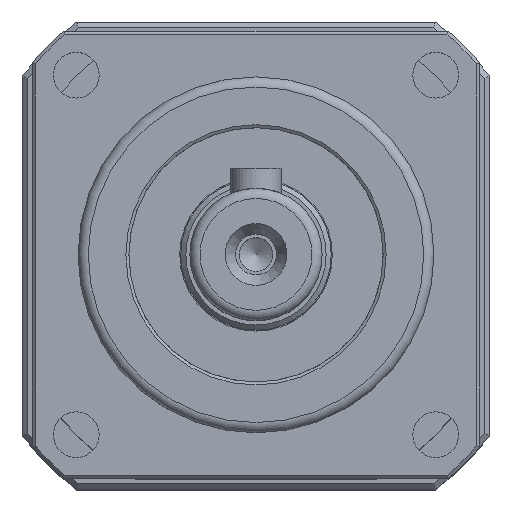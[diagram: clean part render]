
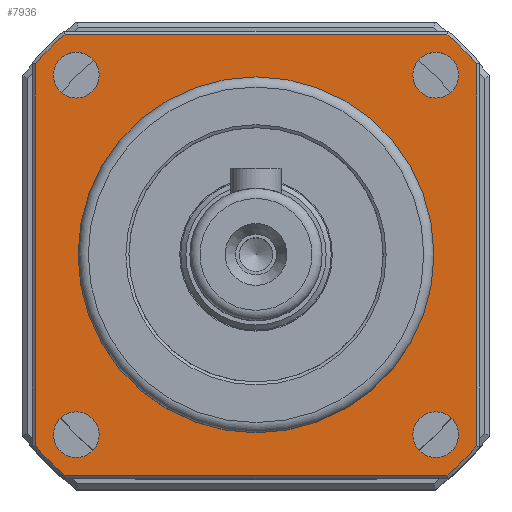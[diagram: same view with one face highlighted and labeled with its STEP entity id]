
A CAD part, top view. The second image highlights one B-rep face of the part: STEP entity #7936.
In plain terms, the highlighted planar face has unit normal (0, 0, 1).
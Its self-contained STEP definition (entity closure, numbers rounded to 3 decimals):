
#6430=CARTESIAN_POINT('',(-15.428,17.678,0.0));
#6431=VERTEX_POINT('',#6430);
#6432=CARTESIAN_POINT('',(-17.678,17.678,0.0));
#6433=DIRECTION('',(0.0,0.0,1.0));
#6434=DIRECTION('',(1.0,0.0,0.0));
#6435=AXIS2_PLACEMENT_3D('',#6432,#6433,#6434);
#6436=CIRCLE('',#6435,2.25);
#6437=EDGE_CURVE('',#6431,#6431,#6436,.T.);
#6458=CARTESIAN_POINT('',(-15.428,-17.678,0.0));
#6459=VERTEX_POINT('',#6458);
#6460=CARTESIAN_POINT('',(-17.678,-17.678,0.0));
#6461=DIRECTION('',(0.0,0.0,1.0));
#6462=DIRECTION('',(1.0,0.0,0.0));
#6463=AXIS2_PLACEMENT_3D('',#6460,#6461,#6462);
#6464=CIRCLE('',#6463,2.25);
#6465=EDGE_CURVE('',#6459,#6459,#6464,.T.);
#6486=CARTESIAN_POINT('',(19.928,-17.678,0.0));
#6487=VERTEX_POINT('',#6486);
#6488=CARTESIAN_POINT('',(17.678,-17.678,0.0));
#6489=DIRECTION('',(0.0,0.0,1.0));
#6490=DIRECTION('',(1.0,0.0,0.0));
#6491=AXIS2_PLACEMENT_3D('',#6488,#6489,#6490);
#6492=CIRCLE('',#6491,2.25);
#6493=EDGE_CURVE('',#6487,#6487,#6492,.T.);
#6514=CARTESIAN_POINT('',(19.928,17.678,0.0));
#6515=VERTEX_POINT('',#6514);
#6516=CARTESIAN_POINT('',(17.678,17.678,0.0));
#6517=DIRECTION('',(0.0,0.0,1.0));
#6518=DIRECTION('',(1.0,0.0,0.0));
#6519=AXIS2_PLACEMENT_3D('',#6516,#6517,#6518);
#6520=CIRCLE('',#6519,2.25);
#6521=EDGE_CURVE('',#6515,#6515,#6520,.T.);
#6534=CARTESIAN_POINT('',(-17.5,0.0,0.0));
#6535=VERTEX_POINT('',#6534);
#6536=CARTESIAN_POINT('',(0.0,0.0,0.0));
#6537=DIRECTION('',(0.0,0.0,1.0));
#6538=DIRECTION('',(1.0,0.0,0.0));
#6539=AXIS2_PLACEMENT_3D('',#6536,#6537,#6538);
#6540=CIRCLE('',#6539,17.5);
#6541=EDGE_CURVE('',#6535,#6535,#6540,.T.);
#7846=CARTESIAN_POINT('',(22.0,-22.,0.0));
#7847=DIRECTION('',(0.0,0.0,1.0));
#7848=DIRECTION('',(1.0,0.0,0.0));
#7849=AXIS2_PLACEMENT_3D('',#7846,#7847,#7848);
#7850=PLANE('',#7849);
#7851=CARTESIAN_POINT('',(-18.783,-21.7,0.0));
#7852=VERTEX_POINT('',#7851);
#7853=CARTESIAN_POINT('',(18.783,-21.7,0.0));
#7854=VERTEX_POINT('',#7853);
#7855=CARTESIAN_POINT('',(-18.783,-21.7,0.0));
#7856=DIRECTION('',(1.0,0.0,0.0));
#7857=VECTOR('',#7856,37.566);
#7858=LINE('',#7855,#7857);
#7859=EDGE_CURVE('',#7852,#7854,#7858,.T.);
#7860=ORIENTED_EDGE('',*,*,#7859,.T.);
#7861=CARTESIAN_POINT('',(21.7,-18.783,0.0));
#7862=VERTEX_POINT('',#7861);
#7863=CARTESIAN_POINT('',(0.0,0.0,0.0));
#7864=DIRECTION('',(0.0,0.0,1.0));
#7865=DIRECTION('',(1.0,0.0,0.0));
#7866=AXIS2_PLACEMENT_3D('',#7863,#7864,#7865);
#7867=CIRCLE('',#7866,28.7);
#7868=EDGE_CURVE('',#7854,#7862,#7867,.T.);
#7869=ORIENTED_EDGE('',*,*,#7868,.T.);
#7870=CARTESIAN_POINT('',(21.7,18.783,0.0));
#7871=VERTEX_POINT('',#7870);
#7872=CARTESIAN_POINT('',(21.7,-18.783,0.0));
#7873=DIRECTION('',(0.0,1.0,0.0));
#7874=VECTOR('',#7873,37.566);
#7875=LINE('',#7872,#7874);
#7876=EDGE_CURVE('',#7862,#7871,#7875,.T.);
#7877=ORIENTED_EDGE('',*,*,#7876,.T.);
#7878=CARTESIAN_POINT('',(18.783,21.7,0.0));
#7879=VERTEX_POINT('',#7878);
#7880=CARTESIAN_POINT('',(0.0,0.0,0.0));
#7881=DIRECTION('',(0.0,0.0,1.0));
#7882=DIRECTION('',(1.0,0.0,0.0));
#7883=AXIS2_PLACEMENT_3D('',#7880,#7881,#7882);
#7884=CIRCLE('',#7883,28.7);
#7885=EDGE_CURVE('',#7871,#7879,#7884,.T.);
#7886=ORIENTED_EDGE('',*,*,#7885,.T.);
#7887=CARTESIAN_POINT('',(-18.783,21.7,0.0));
#7888=VERTEX_POINT('',#7887);
#7889=CARTESIAN_POINT('',(18.783,21.7,0.0));
#7890=DIRECTION('',(-1.0,0.0,0.0));
#7891=VECTOR('',#7890,37.566);
#7892=LINE('',#7889,#7891);
#7893=EDGE_CURVE('',#7879,#7888,#7892,.T.);
#7894=ORIENTED_EDGE('',*,*,#7893,.T.);
#7895=CARTESIAN_POINT('',(-21.7,18.783,0.0));
#7896=VERTEX_POINT('',#7895);
#7897=CARTESIAN_POINT('',(0.0,0.0,0.0));
#7898=DIRECTION('',(0.0,0.0,1.0));
#7899=DIRECTION('',(1.0,0.0,0.0));
#7900=AXIS2_PLACEMENT_3D('',#7897,#7898,#7899);
#7901=CIRCLE('',#7900,28.7);
#7902=EDGE_CURVE('',#7888,#7896,#7901,.T.);
#7903=ORIENTED_EDGE('',*,*,#7902,.T.);
#7904=CARTESIAN_POINT('',(-21.7,-18.783,0.0));
#7905=VERTEX_POINT('',#7904);
#7906=CARTESIAN_POINT('',(-21.7,18.783,0.0));
#7907=DIRECTION('',(0.0,-1.0,0.0));
#7908=VECTOR('',#7907,37.566);
#7909=LINE('',#7906,#7908);
#7910=EDGE_CURVE('',#7896,#7905,#7909,.T.);
#7911=ORIENTED_EDGE('',*,*,#7910,.T.);
#7912=CARTESIAN_POINT('',(0.0,0.0,0.0));
#7913=DIRECTION('',(0.0,0.0,1.0));
#7914=DIRECTION('',(1.0,0.0,0.0));
#7915=AXIS2_PLACEMENT_3D('',#7912,#7913,#7914);
#7916=CIRCLE('',#7915,28.7);
#7917=EDGE_CURVE('',#7905,#7852,#7916,.T.);
#7918=ORIENTED_EDGE('',*,*,#7917,.T.);
#7919=EDGE_LOOP('',(#7860,#7869,#7877,#7886,#7894,#7903,#7911,#7918));
#7920=FACE_OUTER_BOUND('',#7919,.T.);
#7921=ORIENTED_EDGE('',*,*,#6437,.F.);
#7922=EDGE_LOOP('',(#7921));
#7923=FACE_BOUND('',#7922,.T.);
#7924=ORIENTED_EDGE('',*,*,#6465,.F.);
#7925=EDGE_LOOP('',(#7924));
#7926=FACE_BOUND('',#7925,.T.);
#7927=ORIENTED_EDGE('',*,*,#6493,.F.);
#7928=EDGE_LOOP('',(#7927));
#7929=FACE_BOUND('',#7928,.T.);
#7930=ORIENTED_EDGE('',*,*,#6521,.F.);
#7931=EDGE_LOOP('',(#7930));
#7932=FACE_BOUND('',#7931,.T.);
#7933=ORIENTED_EDGE('',*,*,#6541,.F.);
#7934=EDGE_LOOP('',(#7933));
#7935=FACE_BOUND('',#7934,.T.);
#7936=ADVANCED_FACE('',(#7920,#7923,#7926,#7929,#7932,#7935),#7850,.T.);
